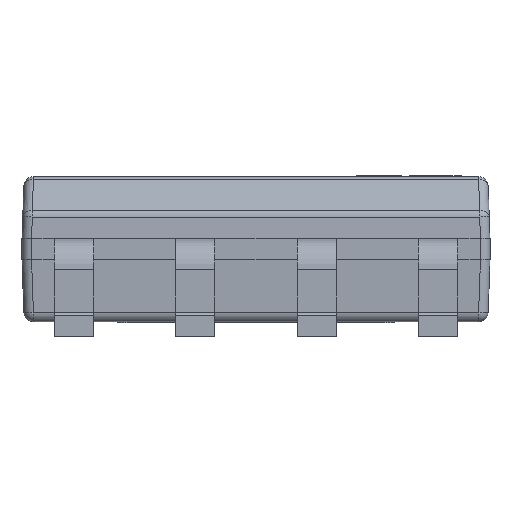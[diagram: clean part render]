
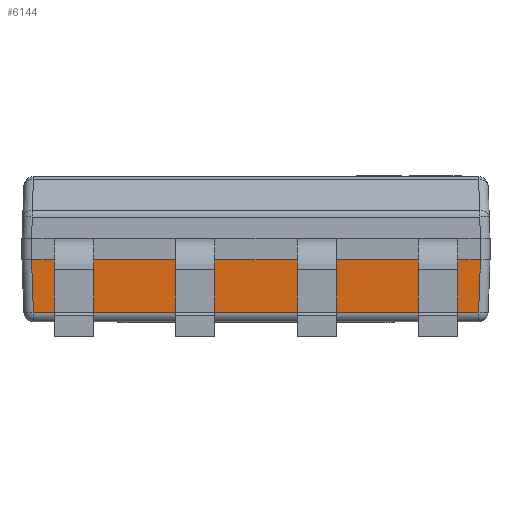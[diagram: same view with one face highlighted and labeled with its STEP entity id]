
A CAD part, front view. The second image highlights one B-rep face of the part: STEP entity #6144.
In plain terms, the highlighted planar face has unit normal (0, -0.999, -0.035).
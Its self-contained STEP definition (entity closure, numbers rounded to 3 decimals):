
#44 = VERTEX_POINT ( 'NONE', #17569 ) ;
#783 = CARTESIAN_POINT ( 'NONE',  ( -1.7, -1.95, -0.11 ) ) ;
#901 = VECTOR ( 'NONE', #5367, 1000. ) ;
#993 = ORIENTED_EDGE ( 'NONE', *, *, #2111, .T. ) ;
#1279 = ORIENTED_EDGE ( 'NONE', *, *, #4341, .F. ) ;
#1400 = LINE ( 'NONE', #11490, #901 ) ;
#1420 = DIRECTION ( 'NONE',  ( -1., 0., 0. ) ) ;
#1441 = LINE ( 'NONE', #7465, #11251 ) ;
#1821 = CARTESIAN_POINT ( 'NONE',  ( 2.331, -1.931, -0.663 ) ) ;
#2111 = EDGE_CURVE ( 'NONE', #15072, #12620, #1400, .T. ) ;
#2246 = LINE ( 'NONE', #7994, #15699 ) ;
#2574 = LINE ( 'NONE', #4883, #13030 ) ;
#2668 = ORIENTED_EDGE ( 'NONE', *, *, #18446, .T. ) ;
#2697 = CARTESIAN_POINT ( 'NONE',  ( 0.84, -1.95, -0.11 ) ) ;
#2844 = CARTESIAN_POINT ( 'NONE',  ( -2.45, -1.95, -0.11 ) ) ;
#3067 = CARTESIAN_POINT ( 'NONE',  ( -2.45, -1.95, -0.11 ) ) ;
#4014 = ORIENTED_EDGE ( 'NONE', *, *, #7591, .F. ) ;
#4316 = VECTOR ( 'NONE', #16882, 1000. ) ;
#4341 = EDGE_CURVE ( 'NONE', #15072, #13524, #16031, .T. ) ;
#4616 = VECTOR ( 'NONE', #10292, 1000. ) ;
#4652 = LINE ( 'NONE', #2844, #18207 ) ;
#4883 = CARTESIAN_POINT ( 'NONE',  ( -2.45, -1.931, -0.663 ) ) ;
#4998 = ORIENTED_EDGE ( 'NONE', *, *, #14217, .T. ) ;
#5008 = LINE ( 'NONE', #6025, #12265 ) ;
#5082 = EDGE_CURVE ( 'NONE', #10107, #13957, #10866, .T. ) ;
#5367 = DIRECTION ( 'NONE',  ( -1., 0., 0. ) ) ;
#5430 = ORIENTED_EDGE ( 'NONE', *, *, #5845, .T. ) ;
#5491 = VERTEX_POINT ( 'NONE', #2697 ) ;
#5762 = DIRECTION ( 'NONE',  ( 0.035, -0.035, 0.999 ) ) ;
#5845 = EDGE_CURVE ( 'NONE', #44, #13524, #7933, .T. ) ;
#6025 = CARTESIAN_POINT ( 'NONE',  ( -2.45, -1.95, -0.11 ) ) ;
#6140 = DIRECTION ( 'NONE',  ( 1., 0., 0. ) ) ;
#6144 = ADVANCED_FACE ( 'NONE', ( #9125 ), #7825, .T. ) ;
#6349 = CARTESIAN_POINT ( 'NONE',  ( 0.43, -1.95, -0.11 ) ) ;
#6591 = DIRECTION ( 'NONE',  ( 0., 0.035, -0.999 ) ) ;
#7137 = EDGE_CURVE ( 'NONE', #44, #17033, #10118, .T. ) ;
#7349 = CARTESIAN_POINT ( 'NONE',  ( 0.84, -1.95, -0.11 ) ) ;
#7465 = CARTESIAN_POINT ( 'NONE',  ( 2.344, -1.944, -0.277 ) ) ;
#7591 = EDGE_CURVE ( 'NONE', #9957, #10107, #5008, .T. ) ;
#7658 = CARTESIAN_POINT ( 'NONE',  ( -2.45, -1.95, -0.11 ) ) ;
#7799 = VERTEX_POINT ( 'NONE', #18183 ) ;
#7825 = PLANE ( 'NONE',  #12672 ) ;
#7933 = LINE ( 'NONE', #15032, #9437 ) ;
#7950 = VERTEX_POINT ( 'NONE', #1821 ) ;
#7994 = CARTESIAN_POINT ( 'NONE',  ( -2.35, -1.95, -0.107 ) ) ;
#8180 = DIRECTION ( 'NONE',  ( 0., -0.999, -0.035 ) ) ;
#8198 = EDGE_CURVE ( 'NONE', #5491, #17096, #14342, .T. ) ;
#8356 = CARTESIAN_POINT ( 'NONE',  ( -2.45, -1.95, -0.11 ) ) ;
#8544 = ORIENTED_EDGE ( 'NONE', *, *, #12905, .T. ) ;
#8597 = DIRECTION ( 'NONE',  ( 1., 0., 0. ) ) ;
#8926 = VECTOR ( 'NONE', #15908, 1000. ) ;
#9125 = FACE_OUTER_BOUND ( 'NONE', #11918, .T. ) ;
#9314 = DIRECTION ( 'NONE',  ( 1., 0., 0. ) ) ;
#9397 = ORIENTED_EDGE ( 'NONE', *, *, #5082, .F. ) ;
#9437 = VECTOR ( 'NONE', #10868, 1000. ) ;
#9443 = CARTESIAN_POINT ( 'NONE',  ( 1.7, -1.95, -0.11 ) ) ;
#9957 = VERTEX_POINT ( 'NONE', #13313 ) ;
#10107 = VERTEX_POINT ( 'NONE', #11139 ) ;
#10118 = LINE ( 'NONE', #11541, #8926 ) ;
#10198 = VECTOR ( 'NONE', #6140, 1000. ) ;
#10292 = DIRECTION ( 'NONE',  ( 1., 0., 0. ) ) ;
#10406 = EDGE_CURVE ( 'NONE', #9957, #17096, #18663, .T. ) ;
#10866 = LINE ( 'NONE', #7658, #10198 ) ;
#10868 = DIRECTION ( 'NONE',  ( -1., 0., 0. ) ) ;
#10899 = CARTESIAN_POINT ( 'NONE',  ( -2.35, -1.95, -0.11 ) ) ;
#11119 = CARTESIAN_POINT ( 'NONE',  ( 2.11, -1.95, -0.11 ) ) ;
#11139 = CARTESIAN_POINT ( 'NONE',  ( 2.35, -1.95, -0.11 ) ) ;
#11199 = CARTESIAN_POINT ( 'NONE',  ( -2.331, -1.931, -0.663 ) ) ;
#11251 = VECTOR ( 'NONE', #5762, 1000. ) ;
#11443 = ORIENTED_EDGE ( 'NONE', *, *, #8198, .F. ) ;
#11490 = CARTESIAN_POINT ( 'NONE',  ( -1.7, -1.95, -0.11 ) ) ;
#11541 = CARTESIAN_POINT ( 'NONE',  ( -2.45, -1.95, -0.11 ) ) ;
#11805 = CARTESIAN_POINT ( 'NONE',  ( -2.11, -1.95, -0.11 ) ) ;
#11918 = EDGE_LOOP ( 'NONE', ( #17707, #4998, #12521, #2668, #9397, #4014, #16935, #11443, #8544, #15852, #5430, #1279, #993, #12026 ) ) ;
#12026 = ORIENTED_EDGE ( 'NONE', *, *, #18376, .F. ) ;
#12265 = VECTOR ( 'NONE', #9314, 1000. ) ;
#12521 = ORIENTED_EDGE ( 'NONE', *, *, #15260, .T. ) ;
#12620 = VERTEX_POINT ( 'NONE', #11805 ) ;
#12672 = AXIS2_PLACEMENT_3D ( 'NONE', #8356, #8180, #6591 ) ;
#12814 = CARTESIAN_POINT ( 'NONE',  ( 2.35, -1.95, -0.11 ) ) ;
#12882 = VECTOR ( 'NONE', #18269, 1000. ) ;
#12905 = EDGE_CURVE ( 'NONE', #5491, #17033, #14344, .T. ) ;
#13030 = VECTOR ( 'NONE', #15525, 1000. ) ;
#13231 = CARTESIAN_POINT ( 'NONE',  ( -2.45, -1.95, -0.11 ) ) ;
#13313 = CARTESIAN_POINT ( 'NONE',  ( 2.11, -1.95, -0.11 ) ) ;
#13524 = VERTEX_POINT ( 'NONE', #14028 ) ;
#13957 = VERTEX_POINT ( 'NONE', #12814 ) ;
#14028 = CARTESIAN_POINT ( 'NONE',  ( -0.84, -1.95, -0.11 ) ) ;
#14217 = EDGE_CURVE ( 'NONE', #16156, #15058, #2246, .T. ) ;
#14342 = LINE ( 'NONE', #17484, #15984 ) ;
#14344 = LINE ( 'NONE', #7349, #16789 ) ;
#15032 = CARTESIAN_POINT ( 'NONE',  ( -0.43, -1.95, -0.11 ) ) ;
#15058 = VERTEX_POINT ( 'NONE', #11199 ) ;
#15072 = VERTEX_POINT ( 'NONE', #783 ) ;
#15260 = EDGE_CURVE ( 'NONE', #15058, #7950, #2574, .T. ) ;
#15525 = DIRECTION ( 'NONE',  ( 1., 0., 0. ) ) ;
#15699 = VECTOR ( 'NONE', #16697, 1000. ) ;
#15852 = ORIENTED_EDGE ( 'NONE', *, *, #7137, .F. ) ;
#15908 = DIRECTION ( 'NONE',  ( 1., 0., 0. ) ) ;
#15984 = VECTOR ( 'NONE', #16066, 1000. ) ;
#16031 = LINE ( 'NONE', #3067, #12882 ) ;
#16066 = DIRECTION ( 'NONE',  ( 1., 0., 0. ) ) ;
#16156 = VERTEX_POINT ( 'NONE', #10899 ) ;
#16697 = DIRECTION ( 'NONE',  ( 0.035, 0.035, -0.999 ) ) ;
#16789 = VECTOR ( 'NONE', #1420, 1000. ) ;
#16882 = DIRECTION ( 'NONE',  ( -1., 0., 0. ) ) ;
#16935 = ORIENTED_EDGE ( 'NONE', *, *, #10406, .T. ) ;
#17033 = VERTEX_POINT ( 'NONE', #6349 ) ;
#17096 = VERTEX_POINT ( 'NONE', #9443 ) ;
#17403 = LINE ( 'NONE', #13231, #4616 ) ;
#17484 = CARTESIAN_POINT ( 'NONE',  ( -2.45, -1.95, -0.11 ) ) ;
#17569 = CARTESIAN_POINT ( 'NONE',  ( -0.43, -1.95, -0.11 ) ) ;
#17707 = ORIENTED_EDGE ( 'NONE', *, *, #18371, .F. ) ;
#18183 = CARTESIAN_POINT ( 'NONE',  ( -2.35, -1.95, -0.11 ) ) ;
#18207 = VECTOR ( 'NONE', #8597, 1000. ) ;
#18269 = DIRECTION ( 'NONE',  ( 1., 0., 0. ) ) ;
#18371 = EDGE_CURVE ( 'NONE', #16156, #7799, #4652, .T. ) ;
#18376 = EDGE_CURVE ( 'NONE', #7799, #12620, #17403, .T. ) ;
#18446 = EDGE_CURVE ( 'NONE', #7950, #13957, #1441, .T. ) ;
#18663 = LINE ( 'NONE', #11119, #4316 ) ;
